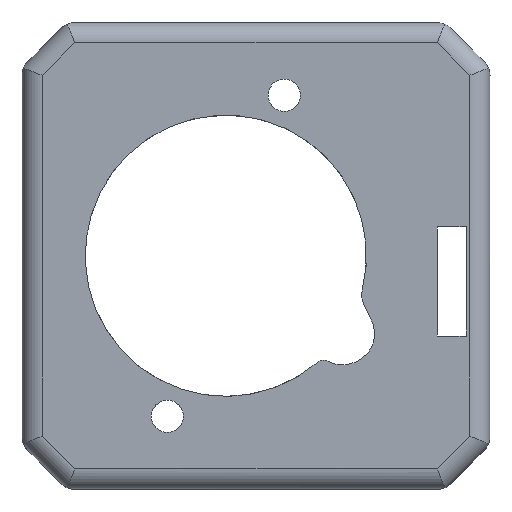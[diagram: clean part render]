
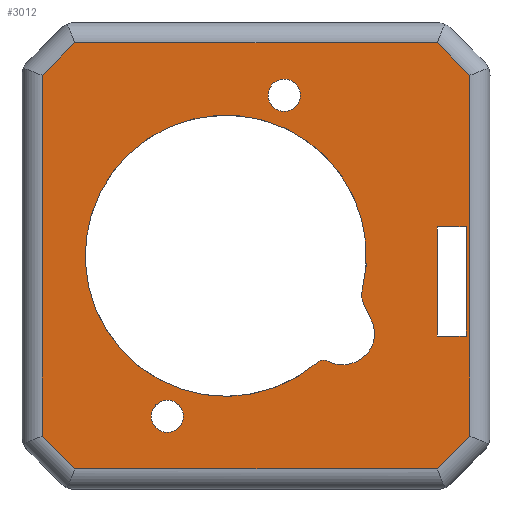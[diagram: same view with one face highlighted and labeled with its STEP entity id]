
A CAD part, top view. The second image highlights one B-rep face of the part: STEP entity #3012.
In plain terms, the highlighted planar face has unit normal (0, 0, 1).
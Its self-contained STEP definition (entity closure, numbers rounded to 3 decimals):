
#85=FACE_BOUND('',#438,.T.);
#86=FACE_BOUND('',#439,.T.);
#87=FACE_BOUND('',#440,.T.);
#88=FACE_BOUND('',#441,.T.);
#125=PLANE('',#3345);
#241=FACE_OUTER_BOUND('',#437,.T.);
#437=EDGE_LOOP('',(#2481,#2482,#2483,#2484,#2485,#2486,#2487,#2488));
#438=EDGE_LOOP('',(#2489,#2490,#2491,#2492,#2493,#2494));
#439=EDGE_LOOP('',(#2495));
#440=EDGE_LOOP('',(#2496));
#441=EDGE_LOOP('',(#2497,#2498,#2499,#2500,#2501,#2502,#2503));
#653=LINE('',#4917,#915);
#654=LINE('',#4926,#916);
#656=LINE('',#4940,#918);
#658=LINE('',#4950,#920);
#659=LINE('',#4954,#921);
#661=LINE('',#4967,#923);
#662=LINE('',#4974,#924);
#664=LINE('',#4981,#926);
#665=LINE('',#4985,#927);
#668=LINE('',#4990,#930);
#670=LINE('',#4995,#932);
#673=LINE('',#5000,#935);
#675=LINE('',#5003,#937);
#676=LINE('',#5005,#938);
#704=LINE('',#5097,#966);
#707=LINE('',#5107,#969);
#915=VECTOR('',#3928,1.);
#916=VECTOR('',#3939,1.);
#918=VECTOR('',#3955,10.);
#920=VECTOR('',#3965,1.);
#921=VECTOR('',#3970,1.);
#923=VECTOR('',#3984,1.);
#924=VECTOR('',#3993,1.);
#926=VECTOR('',#4001,1.);
#927=VECTOR('',#4004,10.);
#930=VECTOR('',#4009,10.);
#932=VECTOR('',#4013,10.);
#935=VECTOR('',#4018,10.);
#937=VECTOR('',#4022,10.);
#938=VECTOR('',#4025,10.);
#966=VECTOR('',#4131,10.);
#969=VECTOR('',#4144,10.);
#1150=CIRCLE('',#3302,1.6);
#1152=CIRCLE('',#3305,1.6);
#1166=CIRCLE('',#3332,13.971);
#1167=CIRCLE('',#3338,1.);
#1168=CIRCLE('',#3341,3.);
#1169=CIRCLE('',#3343,3.);
#1170=CIRCLE('',#3346,2.);
#1405=VERTEX_POINT('',#4915);
#1406=VERTEX_POINT('',#4916);
#1409=VERTEX_POINT('',#4925);
#1414=VERTEX_POINT('',#4936);
#1416=VERTEX_POINT('',#4943);
#1419=VERTEX_POINT('',#4953);
#1422=VERTEX_POINT('',#4960);
#1426=VERTEX_POINT('',#4970);
#1429=VERTEX_POINT('',#4983);
#1430=VERTEX_POINT('',#4984);
#1431=VERTEX_POINT('',#4989);
#1432=VERTEX_POINT('',#4993);
#1433=VERTEX_POINT('',#4994);
#1434=VERTEX_POINT('',#4999);
#1435=VERTEX_POINT('',#5007);
#1437=VERTEX_POINT('',#5013);
#1455=VERTEX_POINT('',#5075);
#1456=VERTEX_POINT('',#5077);
#1457=VERTEX_POINT('',#5089);
#1458=VERTEX_POINT('',#5093);
#1459=VERTEX_POINT('',#5095);
#1460=VERTEX_POINT('',#5101);
#1461=VERTEX_POINT('',#5105);
#1755=EDGE_CURVE('',#1405,#1406,#653,.T.);
#1760=EDGE_CURVE('',#1406,#1409,#654,.T.);
#1768=EDGE_CURVE('',#1414,#1409,#656,.T.);
#1773=EDGE_CURVE('',#1414,#1416,#658,.T.);
#1775=EDGE_CURVE('',#1416,#1419,#659,.T.);
#1782=EDGE_CURVE('',#1419,#1422,#661,.T.);
#1786=EDGE_CURVE('',#1422,#1426,#662,.T.);
#1790=EDGE_CURVE('',#1426,#1405,#664,.T.);
#1791=EDGE_CURVE('',#1429,#1430,#665,.T.);
#1794=EDGE_CURVE('',#1431,#1429,#668,.T.);
#1796=EDGE_CURVE('',#1432,#1433,#670,.T.);
#1799=EDGE_CURVE('',#1430,#1434,#673,.T.);
#1801=EDGE_CURVE('',#1434,#1432,#675,.T.);
#1802=EDGE_CURVE('',#1433,#1431,#676,.T.);
#1803=EDGE_CURVE('',#1435,#1435,#1150,.T.);
#1806=EDGE_CURVE('',#1437,#1437,#1152,.T.);
#1838=EDGE_CURVE('',#1455,#1456,#1166,.T.);
#1845=EDGE_CURVE('',#1456,#1457,#1167,.T.);
#1848=EDGE_CURVE('',#1458,#1459,#704,.T.);
#1849=EDGE_CURVE('',#1459,#1457,#1168,.F.);
#1850=EDGE_CURVE('',#1458,#1460,#1169,.T.);
#1853=EDGE_CURVE('',#1461,#1460,#707,.T.);
#1854=EDGE_CURVE('',#1461,#1455,#1170,.T.);
#2481=ORIENTED_EDGE('',*,*,#1768,.T.);
#2482=ORIENTED_EDGE('',*,*,#1760,.F.);
#2483=ORIENTED_EDGE('',*,*,#1755,.F.);
#2484=ORIENTED_EDGE('',*,*,#1790,.F.);
#2485=ORIENTED_EDGE('',*,*,#1786,.F.);
#2486=ORIENTED_EDGE('',*,*,#1782,.F.);
#2487=ORIENTED_EDGE('',*,*,#1775,.F.);
#2488=ORIENTED_EDGE('',*,*,#1773,.F.);
#2489=ORIENTED_EDGE('',*,*,#1794,.T.);
#2490=ORIENTED_EDGE('',*,*,#1791,.T.);
#2491=ORIENTED_EDGE('',*,*,#1799,.T.);
#2492=ORIENTED_EDGE('',*,*,#1801,.T.);
#2493=ORIENTED_EDGE('',*,*,#1796,.T.);
#2494=ORIENTED_EDGE('',*,*,#1802,.T.);
#2495=ORIENTED_EDGE('',*,*,#1803,.T.);
#2496=ORIENTED_EDGE('',*,*,#1806,.T.);
#2497=ORIENTED_EDGE('',*,*,#1854,.F.);
#2498=ORIENTED_EDGE('',*,*,#1853,.T.);
#2499=ORIENTED_EDGE('',*,*,#1850,.F.);
#2500=ORIENTED_EDGE('',*,*,#1848,.T.);
#2501=ORIENTED_EDGE('',*,*,#1849,.T.);
#2502=ORIENTED_EDGE('',*,*,#1845,.F.);
#2503=ORIENTED_EDGE('',*,*,#1838,.F.);
#3012=ADVANCED_FACE('',(#241,#85,#86,#87,#88),#125,.T.);
#3302=AXIS2_PLACEMENT_3D('',#5008,#4028,#4029);
#3305=AXIS2_PLACEMENT_3D('',#5014,#4035,#4036);
#3332=AXIS2_PLACEMENT_3D('',#5078,#4107,#4108);
#3338=AXIS2_PLACEMENT_3D('',#5091,#4125,#4126);
#3341=AXIS2_PLACEMENT_3D('',#5099,#4134,#4135);
#3343=AXIS2_PLACEMENT_3D('',#5102,#4138,#4139);
#3345=AXIS2_PLACEMENT_3D('',#5108,#4145,#4146);
#3346=AXIS2_PLACEMENT_3D('',#5109,#4147,#4148);
#3928=DIRECTION('',(0.,-1.,0.));
#3939=DIRECTION('',(-0.707,-0.707,0.));
#3955=DIRECTION('',(1.,0.,0.));
#3965=DIRECTION('',(-0.707,0.707,0.));
#3970=DIRECTION('',(0.,1.,0.));
#3984=DIRECTION('',(0.707,0.707,0.));
#3993=DIRECTION('',(1.,0.,0.));
#4001=DIRECTION('',(0.707,-0.707,0.));
#4004=DIRECTION('',(0.,1.,0.));
#4009=DIRECTION('',(0.,1.,0.));
#4013=DIRECTION('',(0.,-1.,0.));
#4018=DIRECTION('',(0.,1.,0.));
#4022=DIRECTION('',(1.,0.,0.));
#4025=DIRECTION('',(-1.,0.,0.));
#4028=DIRECTION('center_axis',(0.,0.,-1.));
#4029=DIRECTION('ref_axis',(0.906,0.423,0.));
#4035=DIRECTION('center_axis',(0.,0.,-1.));
#4036=DIRECTION('ref_axis',(0.906,0.423,0.));
#4107=DIRECTION('center_axis',(0.,0.,1.));
#4108=DIRECTION('ref_axis',(1.,0.,0.));
#4125=DIRECTION('center_axis',(0.,0.,-1.));
#4126=DIRECTION('ref_axis',(0.212,0.977,0.));
#4131=DIRECTION('',(-0.906,-0.423,0.));
#4134=DIRECTION('center_axis',(0.,0.,1.));
#4135=DIRECTION('ref_axis',(-0.423,0.906,0.));
#4138=DIRECTION('center_axis',(0.,0.,1.));
#4139=DIRECTION('ref_axis',(0.94,-0.342,0.));
#4144=DIRECTION('',(0.423,-0.906,0.));
#4145=DIRECTION('center_axis',(0.,0.,1.));
#4146=DIRECTION('ref_axis',(1.,0.,0.));
#4147=DIRECTION('center_axis',(0.,0.,-1.));
#4148=DIRECTION('ref_axis',(-0.995,-0.095,0.));
#4915=CARTESIAN_POINT('',(42.238,41.238,20.));
#4916=CARTESIAN_POINT('',(42.238,5.409,20.));
#4917=CARTESIAN_POINT('',(42.238,31.035,20.));
#4925=CARTESIAN_POINT('',(38.982,2.152,20.));
#4926=CARTESIAN_POINT('',(41.011,4.181,20.));
#4936=CARTESIAN_POINT('',(3.,2.152,20.));
#4940=CARTESIAN_POINT('',(22.712,2.152,20.));
#4943=CARTESIAN_POINT('',(-0.257,5.409,20.));
#4950=CARTESIAN_POINT('',(3.395,1.757,20.));
#4953=CARTESIAN_POINT('',(-0.257,41.238,20.));
#4954=CARTESIAN_POINT('',(-0.257,12.216,20.));
#4960=CARTESIAN_POINT('',(3.,44.495,20.));
#4967=CARTESIAN_POINT('',(-0.441,41.054,20.));
#4970=CARTESIAN_POINT('',(38.982,44.495,20.));
#4974=CARTESIAN_POINT('',(11.791,44.495,20.));
#4981=CARTESIAN_POINT('',(40.419,43.058,20.));
#4983=CARTESIAN_POINT('',(39.021,15.702,20.));
#4984=CARTESIAN_POINT('',(39.021,25.862,20.));
#4985=CARTESIAN_POINT('',(39.021,23.009,20.));
#4989=CARTESIAN_POINT('',(39.021,15.352,20.));
#4990=CARTESIAN_POINT('',(39.021,17.804,20.));
#4993=CARTESIAN_POINT('',(41.87,26.212,20.));
#4994=CARTESIAN_POINT('',(41.87,15.352,20.));
#4995=CARTESIAN_POINT('',(41.87,17.804,20.));
#4999=CARTESIAN_POINT('',(39.021,26.212,20.));
#5000=CARTESIAN_POINT('',(39.021,23.134,20.));
#5003=CARTESIAN_POINT('',(31.64,26.212,20.));
#5005=CARTESIAN_POINT('',(30.216,15.352,20.));
#5007=CARTESIAN_POINT('',(10.737,6.7,20.));
#5008=CARTESIAN_POINT('Origin',(12.187,7.376,20.));
#5013=CARTESIAN_POINT('',(22.345,38.594,20.));
#5014=CARTESIAN_POINT('Origin',(23.795,39.271,20.));
#5075=CARTESIAN_POINT('',(31.543,19.928,20.));
#5077=CARTESIAN_POINT('',(27.064,12.7,20.));
#5078=CARTESIAN_POINT('Origin',(17.991,23.324,20.));
#5089=CARTESIAN_POINT('',(28.177,12.825,20.));
#5091=CARTESIAN_POINT('Origin',(27.713,11.939,20.));
#5093=CARTESIAN_POINT('',(31.037,12.856,20.));
#5095=CARTESIAN_POINT('',(30.838,12.763,20.));
#5097=CARTESIAN_POINT('',(29.841,12.299,20.));
#5099=CARTESIAN_POINT('Origin',(29.57,15.482,20.));
#5101=CARTESIAN_POINT('',(32.488,16.843,20.));
#5102=CARTESIAN_POINT('Origin',(29.769,15.575,20.));
#5105=CARTESIAN_POINT('',(31.67,18.597,20.));
#5107=CARTESIAN_POINT('',(30.3,21.535,20.));
#5108=CARTESIAN_POINT('Origin',(21.411,20.155,20.));
#5109=CARTESIAN_POINT('Origin',(33.483,19.442,20.));
